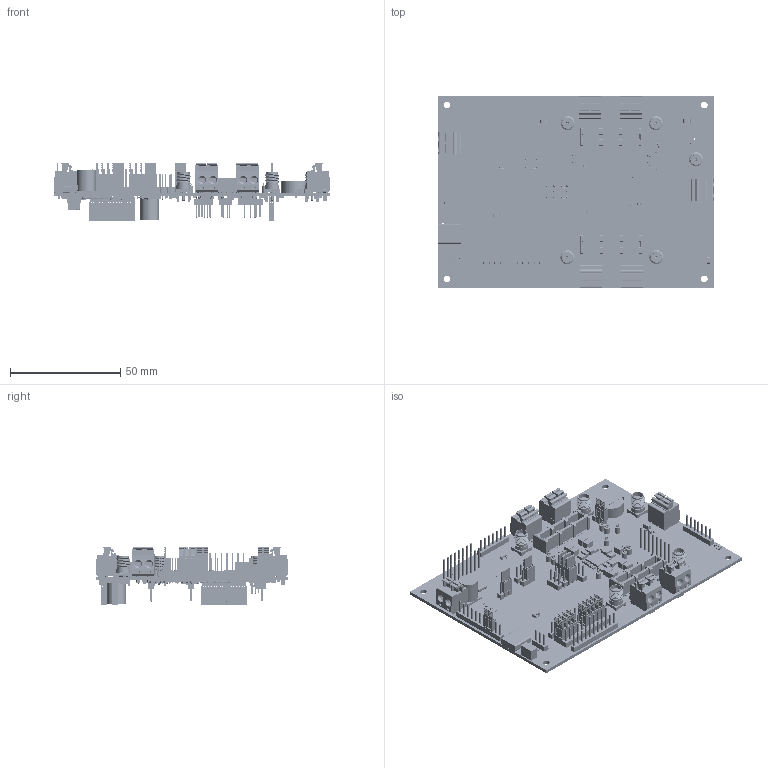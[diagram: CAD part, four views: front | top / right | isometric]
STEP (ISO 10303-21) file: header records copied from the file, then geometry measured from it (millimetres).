
FILE_DESCRIPTION(('Open CASCADE Model'),'2;1');
FILE_NAME('Open CASCADE Shape Model','2023-01-17T15:25:33',('Author'),( 'Open CASCADE'),'Open CASCADE STEP processor 6.8','Open CASCADE 6.8' ,'Unknown');
FILE_SCHEMA(('AUTOMOTIVE_DESIGN { 1 0 10303 214 1 1 1 1 }'));
Length unit declared in the file: millimetre
Products named in the file (534): PCB; Board; U13; 6017496832; Extruded; 6017495680; R93; 6017498944; 6017498752; R39; C117; 6017496640; 5959522176; 6017496448; R95; R94; U6; J17; 6651712-1; J16; J45; Samtec_TSM-103-01-X-SV; T-1S6_TSM-01-DV; TSM-XX-SV-XX_10_POS; J44; Samtec-TSM-102-01-T-SV-P; J43; J42; J41; J40; J39; U14; PWP0020A; BODY_MXA20A; LEAD_MXA20A; R31; J47; 61300311121; 6130xx11121_PIN; C116 ...
Assembly tree (1387 placements, depth 5):
  PCB
    Board
    U13
      6017496832
        Extruded
      6017495680
        Extruded
    R93
      6017498944  x2
        Extruded
      6017498752
        Extruded
    R39
      6017498944  x2
        Extruded
      6017498752
        Extruded
    C117
      6017496640
        Extruded
      5959522176
        Extruded
      6017496448
        Extruded
    R95
      6017498944  x2
        Extruded
      6017498752
        Extruded
    R94
      6017498944  x2
        Extruded
      6017498752
        Extruded
    U6
      6017496832
        Extruded
      6017495680
        Extruded
    J17
      6651712-1
    J16
      6651712-1
    J45
      Samtec_TSM-103-01-X-SV
        T-1S6_TSM-01-DV  x3
        TSM-XX-SV-XX_10_POS
    J44
      Samtec-TSM-102-01-T-SV-P
    J43
      Samtec-TSM-102-01-T-SV-P
    J42
      Samtec-TSM-102-01-T-SV-P
    J41
      Samtec_TSM-103-01-X-SV
        T-1S6_TSM-01-DV  x3
        TSM-XX-SV-XX_10_POS
    J40
      Samtec_TSM-103-01-X-SV
        T-1S6_TSM-01-DV  x3
Bounding box: 125.73 x 87.63 x 26.35 mm (x, y, z)
Volume: 35322.1 mm3; surface area: 60238.5 mm2
Topology: 1225 solids, 1225 shells, 17817 faces, 43787 edges, 28735 vertices
Faces by surface type: plane 14862, cylinder 2447, bspline 244, cone 176, sphere 88
Full cylindrical faces by diameter (mm): 0.4 x1, 0.65 x1, 1 x25, 1.016 x76, 1.02 x25, 1.1 x6, 1.15 x23, 1.2 x12, 1.6 x25, 2.5 x10, 3.048 x4
Entity records: 132900 total; most frequent: CARTESIAN_POINT 24960, DIRECTION 19184, ORIENTED_EDGE 18038, EDGE_CURVE 9019, LINE 7436, VECTOR 7436, VERTEX_POINT 5883, AXIS2_PLACEMENT_3D 5874
